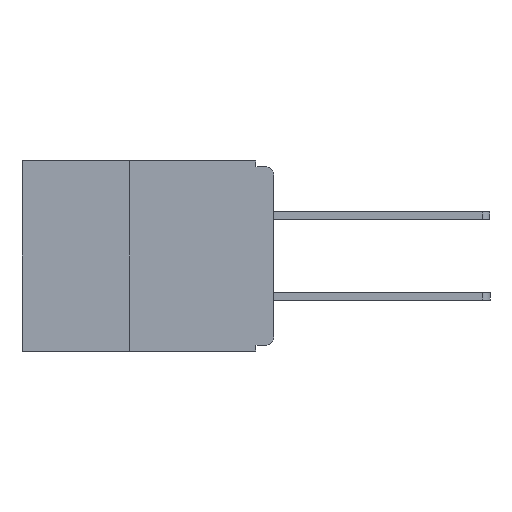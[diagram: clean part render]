
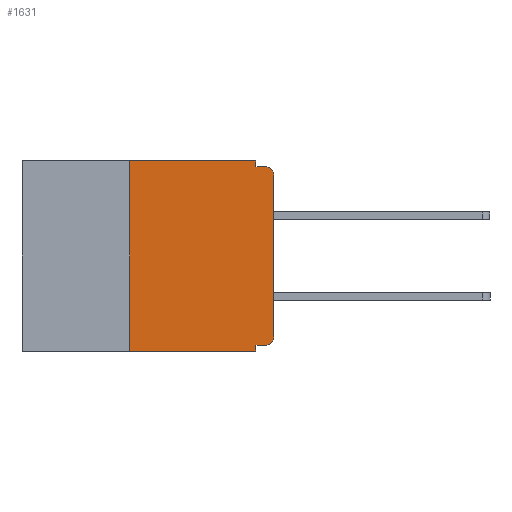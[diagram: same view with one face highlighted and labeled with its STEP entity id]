
A CAD part, left-side view. The second image highlights one B-rep face of the part: STEP entity #1631.
In plain terms, the highlighted planar face has unit normal (-1, 0, 0).
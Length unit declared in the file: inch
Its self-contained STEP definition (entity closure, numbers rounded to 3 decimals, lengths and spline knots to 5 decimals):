
#15 = LINE ( 'NONE', #473, #10505 ) ;
#36 = VECTOR ( 'NONE', #12356, 39.37008 ) ;
#48 = DIRECTION ( 'NONE',  ( 0., -1., 0. ) ) ;
#135 = LINE ( 'NONE', #12313, #36 ) ;
#473 = CARTESIAN_POINT ( 'NONE',  ( 0., 0.437, 0. ) ) ;
#618 = VERTEX_POINT ( 'NONE', #5279 ) ;
#848 = CARTESIAN_POINT ( 'NONE',  ( 0., 0.437, -0.33 ) ) ;
#947 = VERTEX_POINT ( 'NONE', #7672 ) ;
#1374 = CARTESIAN_POINT ( 'NONE',  ( 0., 0., -0.025 ) ) ;
#1408 = AXIS2_PLACEMENT_3D ( 'NONE', #3289, #5813, #11233 ) ;
#1465 = VERTEX_POINT ( 'NONE', #9200 ) ;
#1473 = CARTESIAN_POINT ( 'NONE',  ( 0., 0., -0.305 ) ) ;
#1631 = ADVANCED_FACE ( 'NONE', ( #6352 ), #6994, .F. ) ;
#1989 = CARTESIAN_POINT ( 'NONE',  ( 0., 0.031, -0.33 ) ) ;
#2427 = CIRCLE ( 'NONE', #11460, 0.015 ) ;
#2671 = DIRECTION ( 'NONE',  ( 0., 0., -1. ) ) ;
#2782 = EDGE_CURVE ( 'NONE', #4769, #7120, #3774, .T. ) ;
#2991 = CARTESIAN_POINT ( 'NONE',  ( 0., 0., 0. ) ) ;
#3289 = CARTESIAN_POINT ( 'NONE',  ( 0., 0.437, 0. ) ) ;
#3314 = DIRECTION ( 'NONE',  ( -1., 0., 0. ) ) ;
#3368 = CARTESIAN_POINT ( 'NONE',  ( 0., 0.015, -0.305 ) ) ;
#3428 = CARTESIAN_POINT ( 'NONE',  ( 0., 0.015, -0.32 ) ) ;
#3522 = VERTEX_POINT ( 'NONE', #7971 ) ;
#3602 = DIRECTION ( 'NONE',  ( 0., 0., -1. ) ) ;
#3742 = VECTOR ( 'NONE', #6825, 39.37008 ) ;
#3774 = LINE ( 'NONE', #2991, #3742 ) ;
#3815 = VERTEX_POINT ( 'NONE', #10316 ) ;
#3894 = VECTOR ( 'NONE', #2671, 39.37008 ) ;
#3974 = LINE ( 'NONE', #1989, #3894 ) ;
#4163 = EDGE_CURVE ( 'NONE', #618, #4567, #135, .T. ) ;
#4185 = EDGE_CURVE ( 'NONE', #3522, #618, #15, .T. ) ;
#4447 = CARTESIAN_POINT ( 'NONE',  ( 0., 0.031, -0.33 ) ) ;
#4567 = VERTEX_POINT ( 'NONE', #6548 ) ;
#4661 = VERTEX_POINT ( 'NONE', #4447 ) ;
#4769 = VERTEX_POINT ( 'NONE', #1473 ) ;
#4835 = EDGE_LOOP ( 'NONE', ( #7097, #7207, #7323, #7337, #7461, #7506, #7526, #7605, #7688, #7797 ) ) ;
#5022 = VECTOR ( 'NONE', #11098, 39.37008 ) ;
#5046 = LINE ( 'NONE', #11147, #5022 ) ;
#5279 = CARTESIAN_POINT ( 'NONE',  ( 0., 0.031, 0. ) ) ;
#5503 = VECTOR ( 'NONE', #6765, 39.37008 ) ;
#5569 = LINE ( 'NONE', #6314, #5503 ) ;
#5813 = DIRECTION ( 'NONE',  ( 1., 0., 0. ) ) ;
#6314 = CARTESIAN_POINT ( 'NONE',  ( 0., 0., -0.01 ) ) ;
#6352 = FACE_OUTER_BOUND ( 'NONE', #4835, .T. ) ;
#6548 = CARTESIAN_POINT ( 'NONE',  ( 0., 0.031, -0.01 ) ) ;
#6746 = EDGE_CURVE ( 'NONE', #3815, #3522, #8336, .T. ) ;
#6765 = DIRECTION ( 'NONE',  ( 0., -1., 0. ) ) ;
#6825 = DIRECTION ( 'NONE',  ( 0., 0., 1. ) ) ;
#6994 = PLANE ( 'NONE',  #1408 ) ;
#7097 = ORIENTED_EDGE ( 'NONE', *, *, #2782, .T. ) ;
#7120 = VERTEX_POINT ( 'NONE', #1374 ) ;
#7207 = ORIENTED_EDGE ( 'NONE', *, *, #11858, .T. ) ;
#7323 = ORIENTED_EDGE ( 'NONE', *, *, #7324, .F. ) ;
#7324 = EDGE_CURVE ( 'NONE', #4567, #947, #5569, .T. ) ;
#7337 = ORIENTED_EDGE ( 'NONE', *, *, #4163, .F. ) ;
#7461 = ORIENTED_EDGE ( 'NONE', *, *, #4185, .F. ) ;
#7506 = ORIENTED_EDGE ( 'NONE', *, *, #6746, .F. ) ;
#7526 = ORIENTED_EDGE ( 'NONE', *, *, #10012, .T. ) ;
#7605 = ORIENTED_EDGE ( 'NONE', *, *, #7790, .F. ) ;
#7672 = CARTESIAN_POINT ( 'NONE',  ( 0., 0.015, -0.01 ) ) ;
#7688 = ORIENTED_EDGE ( 'NONE', *, *, #10960, .F. ) ;
#7790 = EDGE_CURVE ( 'NONE', #1465, #4661, #3974, .T. ) ;
#7797 = ORIENTED_EDGE ( 'NONE', *, *, #9923, .T. ) ;
#7971 = CARTESIAN_POINT ( 'NONE',  ( 0., 0.25, 0. ) ) ;
#8015 = VECTOR ( 'NONE', #48, 39.37008 ) ;
#8029 = LINE ( 'NONE', #848, #8015 ) ;
#8275 = CIRCLE ( 'NONE', #8607, 0.015 ) ;
#8313 = VECTOR ( 'NONE', #9803, 39.37008 ) ;
#8336 = LINE ( 'NONE', #9628, #8313 ) ;
#8607 = AXIS2_PLACEMENT_3D ( 'NONE', #3368, #3314, #3602 ) ;
#9200 = CARTESIAN_POINT ( 'NONE',  ( 0., 0.031, -0.32 ) ) ;
#9628 = CARTESIAN_POINT ( 'NONE',  ( 0., 0.25, -0.33 ) ) ;
#9803 = DIRECTION ( 'NONE',  ( 0., 0., 1. ) ) ;
#9923 = EDGE_CURVE ( 'NONE', #11219, #4769, #8275, .T. ) ;
#10012 = EDGE_CURVE ( 'NONE', #3815, #4661, #8029, .T. ) ;
#10316 = CARTESIAN_POINT ( 'NONE',  ( 0., 0.25, -0.33 ) ) ;
#10505 = VECTOR ( 'NONE', #10941, 39.37008 ) ;
#10941 = DIRECTION ( 'NONE',  ( 0., -1., 0. ) ) ;
#10960 = EDGE_CURVE ( 'NONE', #11219, #1465, #5046, .T. ) ;
#11098 = DIRECTION ( 'NONE',  ( 0., 1., 0. ) ) ;
#11147 = CARTESIAN_POINT ( 'NONE',  ( 0., 0., -0.32 ) ) ;
#11219 = VERTEX_POINT ( 'NONE', #3428 ) ;
#11233 = DIRECTION ( 'NONE',  ( 0., 0., -1. ) ) ;
#11460 = AXIS2_PLACEMENT_3D ( 'NONE', #12301, #12153, #12081 ) ;
#11858 = EDGE_CURVE ( 'NONE', #7120, #947, #2427, .T. ) ;
#12081 = DIRECTION ( 'NONE',  ( 0., 0., -1. ) ) ;
#12153 = DIRECTION ( 'NONE',  ( -1., 0., 0. ) ) ;
#12301 = CARTESIAN_POINT ( 'NONE',  ( 0., 0.015, -0.025 ) ) ;
#12313 = CARTESIAN_POINT ( 'NONE',  ( 0., 0.031, 0. ) ) ;
#12356 = DIRECTION ( 'NONE',  ( 0., 0., -1. ) ) ;
